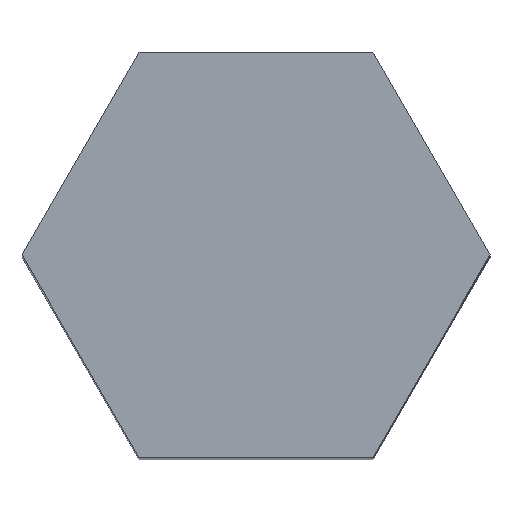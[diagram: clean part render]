
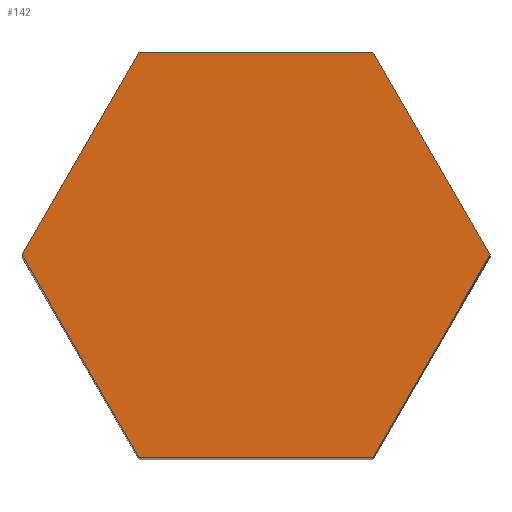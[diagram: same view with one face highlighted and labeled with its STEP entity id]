
A CAD part, top view. The second image highlights one B-rep face of the part: STEP entity #142.
In plain terms, the highlighted planar face has unit normal (0, 0, 1).
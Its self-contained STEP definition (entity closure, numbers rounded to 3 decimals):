
#2 = EDGE_CURVE ( 'NONE', #218, #6, #249, .T. ) ;
#3 = CARTESIAN_POINT ( 'NONE',  ( -30.311, 17.5, 200. ) ) ;
#6 = VERTEX_POINT ( 'NONE', #65 ) ;
#16 = VERTEX_POINT ( 'NONE', #186 ) ;
#23 = DIRECTION ( 'NONE',  ( -0.866, -0.5, 0. ) ) ;
#24 = CARTESIAN_POINT ( 'NONE',  ( -30.311, -17.5, 200. ) ) ;
#43 = CARTESIAN_POINT ( 'NONE',  ( 30.311, 17.5, 200. ) ) ;
#48 = CARTESIAN_POINT ( 'NONE',  ( 0., 0., 200. ) ) ;
#50 = CARTESIAN_POINT ( 'NONE',  ( 0., -35., 200. ) ) ;
#53 = LINE ( 'NONE', #50, #260 ) ;
#65 = CARTESIAN_POINT ( 'NONE',  ( 0., 35., 200. ) ) ;
#69 = ORIENTED_EDGE ( 'NONE', *, *, #92, .T. ) ;
#77 = CARTESIAN_POINT ( 'NONE',  ( 30.311, 17.5, 200. ) ) ;
#80 = VERTEX_POINT ( 'NONE', #297 ) ;
#91 = CARTESIAN_POINT ( 'NONE',  ( 0., 35., 200. ) ) ;
#92 = EDGE_CURVE ( 'NONE', #6, #294, #251, .T. ) ;
#99 = LINE ( 'NONE', #3, #252 ) ;
#100 = DIRECTION ( 'NONE',  ( 0., 0., 1. ) ) ;
#101 = LINE ( 'NONE', #193, #239 ) ;
#109 = ORIENTED_EDGE ( 'NONE', *, *, #263, .T. ) ;
#116 = EDGE_CURVE ( 'NONE', #294, #274, #99, .T. ) ;
#119 = FACE_OUTER_BOUND ( 'NONE', #271, .T. ) ;
#132 = VECTOR ( 'NONE', #226, 1000. ) ;
#142 = ADVANCED_FACE ( 'NONE', ( #119 ), #214, .T. ) ;
#143 = DIRECTION ( 'NONE',  ( 0., -1., 0. ) ) ;
#151 = ORIENTED_EDGE ( 'NONE', *, *, #116, .T. ) ;
#157 = EDGE_CURVE ( 'NONE', #16, #218, #259, .T. ) ;
#161 = VECTOR ( 'NONE', #216, 1000. ) ;
#170 = DIRECTION ( 'NONE',  ( 0., -1., 0. ) ) ;
#186 = CARTESIAN_POINT ( 'NONE',  ( 30.311, -17.5, 200. ) ) ;
#193 = CARTESIAN_POINT ( 'NONE',  ( -30.311, -17.5, 200. ) ) ;
#202 = EDGE_CURVE ( 'NONE', #274, #80, #101, .T. ) ;
#203 = AXIS2_PLACEMENT_3D ( 'NONE', #48, #100, #143 ) ;
#214 = PLANE ( 'NONE',  #203 ) ;
#216 = DIRECTION ( 'NONE',  ( 0., 1., 0. ) ) ;
#217 = ORIENTED_EDGE ( 'NONE', *, *, #2, .T. ) ;
#218 = VERTEX_POINT ( 'NONE', #77 ) ;
#220 = ORIENTED_EDGE ( 'NONE', *, *, #157, .T. ) ;
#226 = DIRECTION ( 'NONE',  ( -0.866, 0.5, 0. ) ) ;
#234 = CARTESIAN_POINT ( 'NONE',  ( -30.311, 17.5, 200. ) ) ;
#239 = VECTOR ( 'NONE', #283, 1000. ) ;
#244 = ORIENTED_EDGE ( 'NONE', *, *, #202, .T. ) ;
#249 = LINE ( 'NONE', #43, #132 ) ;
#251 = LINE ( 'NONE', #91, #261 ) ;
#252 = VECTOR ( 'NONE', #170, 1000. ) ;
#258 = DIRECTION ( 'NONE',  ( 0.866, 0.5, 0. ) ) ;
#259 = LINE ( 'NONE', #281, #161 ) ;
#260 = VECTOR ( 'NONE', #258, 1000. ) ;
#261 = VECTOR ( 'NONE', #23, 1000. ) ;
#263 = EDGE_CURVE ( 'NONE', #80, #16, #53, .T. ) ;
#271 = EDGE_LOOP ( 'NONE', ( #244, #109, #220, #217, #69, #151 ) ) ;
#274 = VERTEX_POINT ( 'NONE', #24 ) ;
#281 = CARTESIAN_POINT ( 'NONE',  ( 30.311, -17.5, 200. ) ) ;
#283 = DIRECTION ( 'NONE',  ( 0.866, -0.5, 0. ) ) ;
#294 = VERTEX_POINT ( 'NONE', #234 ) ;
#297 = CARTESIAN_POINT ( 'NONE',  ( 0., -35., 200. ) ) ;
